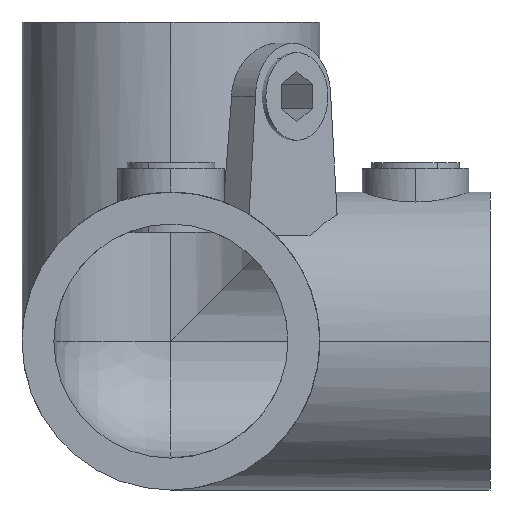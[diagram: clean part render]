
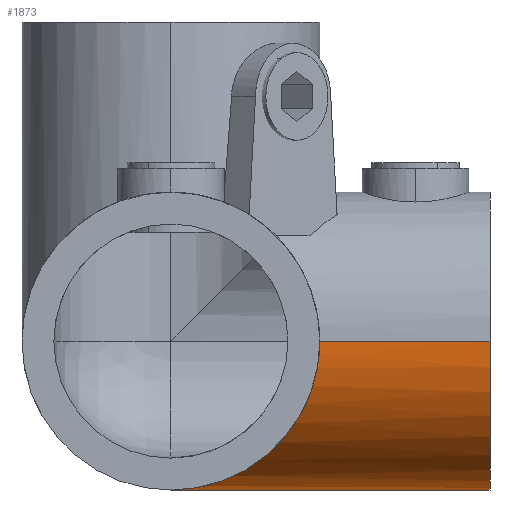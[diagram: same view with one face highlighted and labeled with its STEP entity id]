
A CAD part, left-side view. The second image highlights one B-rep face of the part: STEP entity #1873.
In plain terms, the highlighted cylindrical face has radius 28 mm (diameter 56 mm), a partial arc.
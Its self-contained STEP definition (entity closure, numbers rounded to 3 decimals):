
#29 = CARTESIAN_POINT ( 'NONE',  ( -28., 32., 0. ) ) ;
#38 = CARTESIAN_POINT ( 'NONE',  ( -28., 0., 0. ) ) ;
#145 = CARTESIAN_POINT ( 'NONE',  ( -28., 32., 0. ) ) ;
#174 = CARTESIAN_POINT ( 'NONE',  ( -28., 32., -16.402 ) ) ;
#180 = CARTESIAN_POINT ( 'NONE',  ( -16.402, 43.598, -28. ) ) ;
#186 = VECTOR ( 'NONE', #2087, 1000. ) ;
#199 = LINE ( 'NONE', #2092, #186 ) ;
#288 = CARTESIAN_POINT ( 'NONE',  ( 0., 60., -28. ) ) ;
#312 = DIRECTION ( 'NONE',  ( 0., 1., 0. ) ) ;
#420 = CYLINDRICAL_SURFACE ( 'NONE', #948, 28. ) ;
#434 = FACE_OUTER_BOUND ( 'NONE', #930, .T. ) ;
#490 = CIRCLE ( 'NONE', #1021, 28. ) ;
#503 = VECTOR ( 'NONE', #312, 1000. ) ;
#519 = LINE ( 'NONE', #2432, #503 ) ;
#930 = EDGE_LOOP ( 'NONE', ( #1461, #2096, #1351, #1363 ) ) ;
#948 = AXIS2_PLACEMENT_3D ( 'NONE', #1552, #1507, #1502 ) ;
#1021 = AXIS2_PLACEMENT_3D ( 'NONE', #1908, #1878, #1870 ) ;
#1230 = VERTEX_POINT ( 'NONE', #38 ) ;
#1275 = VERTEX_POINT ( 'NONE', #29 ) ;
#1351 = ORIENTED_EDGE ( 'NONE', *, *, #1709, .F. ) ;
#1363 = ORIENTED_EDGE ( 'NONE', *, *, #1735, .F. ) ;
#1395 =( BOUNDED_CURVE ( )  B_SPLINE_CURVE ( 3, ( #288, #180, #174, #145 ),
 .UNSPECIFIED., .F., .F. ) 
 B_SPLINE_CURVE_WITH_KNOTS ( ( 4, 4 ),
 ( 4.712, 6.283 ),
 .UNSPECIFIED. ) 
 CURVE ( )  GEOMETRIC_REPRESENTATION_ITEM ( )  RATIONAL_B_SPLINE_CURVE ( ( 1., 0.805, 0.805, 1. ) ) 
 REPRESENTATION_ITEM ( '' )  );
#1461 = ORIENTED_EDGE ( 'NONE', *, *, #1778, .F. ) ;
#1502 = DIRECTION ( 'NONE',  ( 0., 0., -1. ) ) ;
#1507 = DIRECTION ( 'NONE',  ( 0., -1., 0. ) ) ;
#1552 = CARTESIAN_POINT ( 'NONE',  ( 0., 139.196, 0. ) ) ;
#1708 = VERTEX_POINT ( 'NONE', #2101 ) ;
#1709 = EDGE_CURVE ( 'NONE', #1708, #1275, #1395, .T. ) ;
#1735 = EDGE_CURVE ( 'NONE', #2238, #1708, #519, .T. ) ;
#1778 = EDGE_CURVE ( 'NONE', #1230, #2238, #490, .T. ) ;
#1870 = DIRECTION ( 'NONE',  ( 0., 0., 1. ) ) ;
#1873 = ADVANCED_FACE ( 'NONE', ( #434 ), #420, .T. ) ;
#1878 = DIRECTION ( 'NONE',  ( 0., -1., 0. ) ) ;
#1908 = CARTESIAN_POINT ( 'NONE',  ( 0., 0., 0. ) ) ;
#2087 = DIRECTION ( 'NONE',  ( 0., 1., 0. ) ) ;
#2092 = CARTESIAN_POINT ( 'NONE',  ( -28., 139.196, 0. ) ) ;
#2096 = ORIENTED_EDGE ( 'NONE', *, *, #2283, .T. ) ;
#2101 = CARTESIAN_POINT ( 'NONE',  ( 0., 60., -28. ) ) ;
#2238 = VERTEX_POINT ( 'NONE', #2265 ) ;
#2265 = CARTESIAN_POINT ( 'NONE',  ( 0., 0., -28. ) ) ;
#2283 = EDGE_CURVE ( 'NONE', #1230, #1275, #199, .T. ) ;
#2432 = CARTESIAN_POINT ( 'NONE',  ( 0., 139.196, -28. ) ) ;
